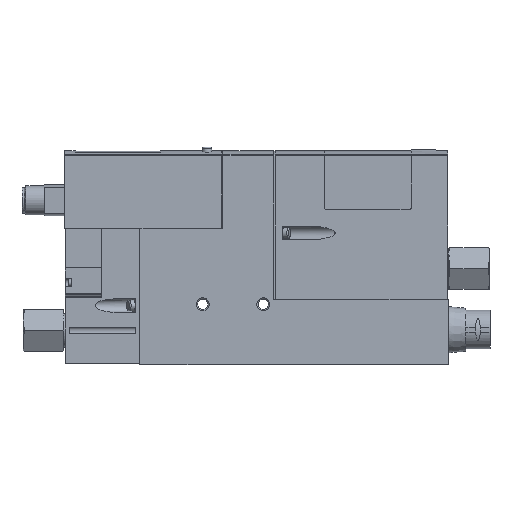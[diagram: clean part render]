
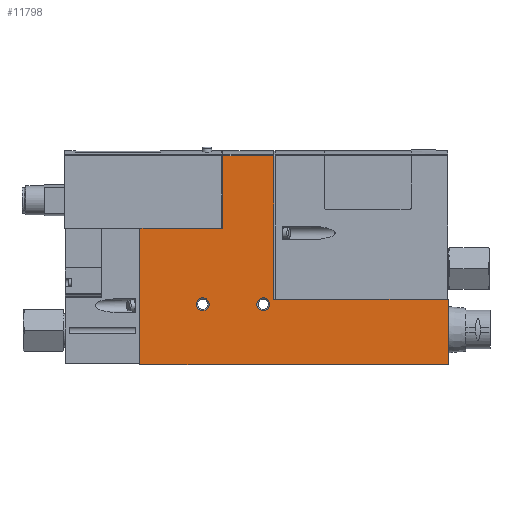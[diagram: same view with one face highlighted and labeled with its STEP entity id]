
A CAD part, top view. The second image highlights one B-rep face of the part: STEP entity #11798.
In plain terms, the highlighted planar face has unit normal (0, 0, 1).
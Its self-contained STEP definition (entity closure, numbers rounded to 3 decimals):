
#414=LINE('',#16203,#1042);
#505=LINE('',#16436,#1133);
#831=LINE('',#17739,#1459);
#835=LINE('',#17758,#1463);
#838=LINE('',#17766,#1466);
#845=LINE('',#17776,#1473);
#846=LINE('',#17778,#1474);
#848=LINE('',#17789,#1476);
#1042=VECTOR('',#13307,1000.);
#1133=VECTOR('',#13488,1000.);
#1459=VECTOR('',#14940,1000.);
#1463=VECTOR('',#14958,1000.);
#1466=VECTOR('',#14965,1000.);
#1473=VECTOR('',#14974,1000.);
#1474=VECTOR('',#14977,1000.);
#1476=VECTOR('',#14989,1000.);
#1711=PLANE('',#12721);
#3526=ORIENTED_EDGE('',*,*,#5225,.T.);
#3527=ORIENTED_EDGE('',*,*,#5226,.T.);
#3528=ORIENTED_EDGE('',*,*,#5221,.T.);
#3529=ORIENTED_EDGE('',*,*,#4561,.T.);
#3530=ORIENTED_EDGE('',*,*,#5199,.T.);
#3531=ORIENTED_EDGE('',*,*,#5209,.T.);
#3532=ORIENTED_EDGE('',*,*,#5213,.T.);
#3533=ORIENTED_EDGE('',*,*,#5220,.T.);
#3534=ORIENTED_EDGE('',*,*,#4442,.T.);
#3535=ORIENTED_EDGE('',*,*,#5227,.T.);
#4442=EDGE_CURVE('',#5652,#5661,#414,.T.);
#4561=EDGE_CURVE('',#5759,#5758,#505,.T.);
#5199=EDGE_CURVE('',#5758,#6172,#831,.T.);
#5209=EDGE_CURVE('',#6172,#6180,#835,.T.);
#5213=EDGE_CURVE('',#6180,#6183,#838,.T.);
#5220=EDGE_CURVE('',#6183,#5652,#845,.T.);
#5221=EDGE_CURVE('',#6186,#5759,#846,.T.);
#5225=EDGE_CURVE('',#6188,#6188,#6791,.T.);
#5226=EDGE_CURVE('',#6189,#6189,#6792,.T.);
#5227=EDGE_CURVE('',#5661,#6186,#848,.T.);
#5652=VERTEX_POINT('',#16184);
#5661=VERTEX_POINT('',#16202);
#5758=VERTEX_POINT('',#16435);
#5759=VERTEX_POINT('',#16437);
#6172=VERTEX_POINT('',#17738);
#6180=VERTEX_POINT('',#17757);
#6183=VERTEX_POINT('',#17765);
#6186=VERTEX_POINT('',#17779);
#6188=VERTEX_POINT('',#17786);
#6189=VERTEX_POINT('',#17788);
#6791=CIRCLE('',#12722,2.65);
#6792=CIRCLE('',#12723,2.65);
#7296=EDGE_LOOP('',(#3526));
#7297=EDGE_LOOP('',(#3527));
#7298=EDGE_LOOP('',(#3528,#3529,#3530,#3531,#3532,#3533,#3534,#3535));
#7984=FACE_BOUND('',#7296,.T.);
#7985=FACE_BOUND('',#7297,.T.);
#7986=FACE_BOUND('',#7298,.T.);
#11798=ADVANCED_FACE('',(#7984,#7985,#7986),#1711,.T.);
#12721=AXIS2_PLACEMENT_3D('',#17784,#14983,#14984);
#12722=AXIS2_PLACEMENT_3D('',#17785,#14985,#14986);
#12723=AXIS2_PLACEMENT_3D('',#17787,#14987,#14988);
#13307=DIRECTION('',(0.,1.,0.));
#13488=DIRECTION('',(-1.,0.,0.));
#14940=DIRECTION('',(0.,-1.,0.));
#14958=DIRECTION('',(1.,0.,0.));
#14965=DIRECTION('',(0.,1.,0.));
#14974=DIRECTION('',(-1.,0.,0.));
#14977=DIRECTION('',(0.,-1.,0.));
#14983=DIRECTION('',(0.,0.,1.));
#14984=DIRECTION('',(1.,0.,0.));
#14985=DIRECTION('',(0.,0.,-1.));
#14986=DIRECTION('',(-1.,0.,0.));
#14987=DIRECTION('',(0.,0.,-1.));
#14988=DIRECTION('',(-1.,0.,0.));
#14989=DIRECTION('',(-1.,0.,0.));
#16184=CARTESIAN_POINT('',(86.3,27.,10.25));
#16202=CARTESIAN_POINT('',(86.3,86.442,10.25));
#16203=CARTESIAN_POINT('',(86.3,27.,10.25));
#16435=CARTESIAN_POINT('',(31.,56.4,10.25));
#16436=CARTESIAN_POINT('',(65.3,56.4,10.25));
#16437=CARTESIAN_POINT('',(65.3,56.4,10.25));
#17738=CARTESIAN_POINT('',(31.,0.,10.25));
#17739=CARTESIAN_POINT('',(31.,56.4,10.25));
#17757=CARTESIAN_POINT('',(158.5,0.,10.25));
#17758=CARTESIAN_POINT('',(31.,0.,10.25));
#17765=CARTESIAN_POINT('',(158.5,27.,10.25));
#17766=CARTESIAN_POINT('',(158.5,0.,10.25));
#17776=CARTESIAN_POINT('',(158.5,27.,10.25));
#17778=CARTESIAN_POINT('',(65.3,90.,10.25));
#17779=CARTESIAN_POINT('',(65.3,86.442,10.25));
#17784=CARTESIAN_POINT('',(0.,0.,10.25));
#17785=CARTESIAN_POINT('',(82.,25.,10.25));
#17786=CARTESIAN_POINT('',(79.35,25.,10.25));
#17787=CARTESIAN_POINT('',(57.,25.,10.25));
#17788=CARTESIAN_POINT('',(54.35,25.,10.25));
#17789=CARTESIAN_POINT('',(86.3,86.442,10.25));
